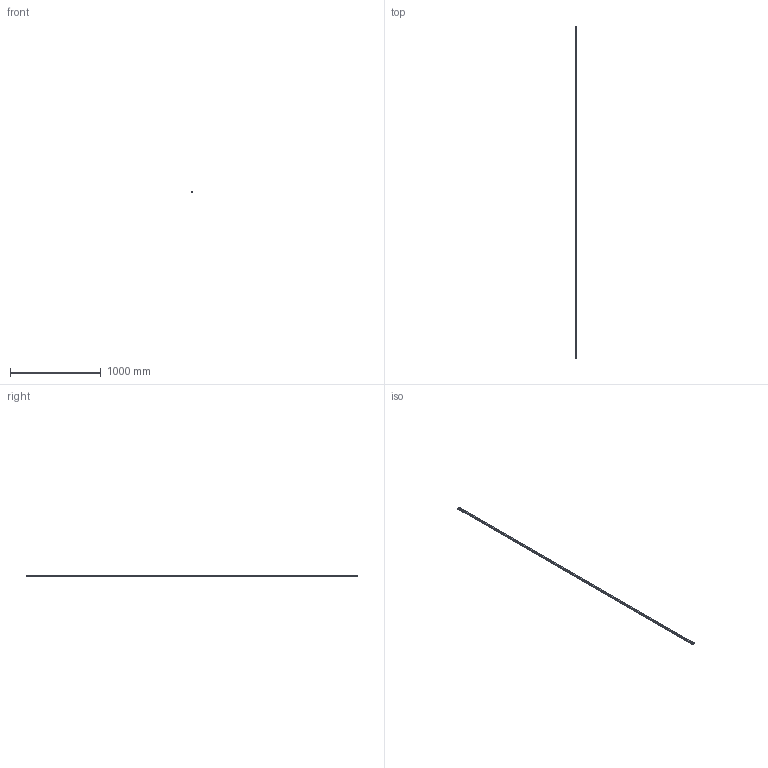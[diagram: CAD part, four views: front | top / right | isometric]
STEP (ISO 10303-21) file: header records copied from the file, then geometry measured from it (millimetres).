
FILE_DESCRIPTION(('STEP AP214'),'1');
FILE_NAME('cctmp_EE3CD3F6-C322-4401-8749-56D34AF4A32E_2021_01_22_12_49_37_0937..stp','2021-01-22T11:49:38',('HIWIN GmbH'),('CADClick - www.CADClick.com'),'Spatial InterOp 3D',' ','unknown authorization');
FILE_SCHEMA(('AUTOMOTIVE_DESIGN'));
Length unit declared in the file: millimetre
Products named in the file (1): HGR20T3650C_FILE
Bounding box: 20 x 3650 x 17.5 mm (x, y, z)
Volume: 1077996.9 mm3; surface area: 290800.6 mm2
Topology: 1 solids, 1 shells, 351 faces, 913 edges, 507 vertices
Faces by surface type: cylinder 144, cone 122, plane 85
Entity records: 12617 total; most frequent: DIRECTION 1783, CARTESIAN_POINT 1650, ORIENTED_EDGE 1582, EDGE_CURVE 791, AXIS2_PLACEMENT_3D 640, VERTEX_POINT 507, LINE 503, VECTOR 503
